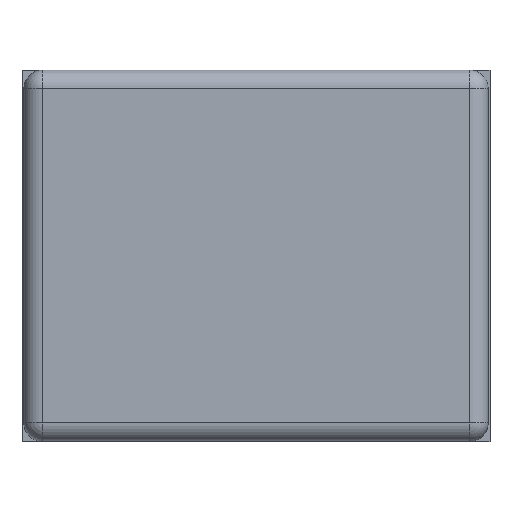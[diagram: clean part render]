
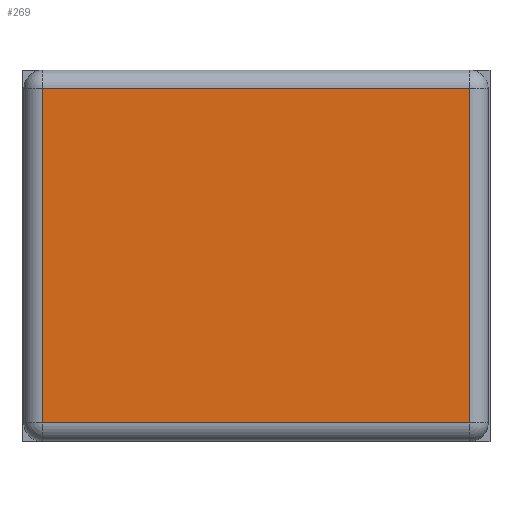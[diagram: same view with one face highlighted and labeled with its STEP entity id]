
A CAD part, top view. The second image highlights one B-rep face of the part: STEP entity #269.
In plain terms, the highlighted planar face has unit normal (0, 0, 1).
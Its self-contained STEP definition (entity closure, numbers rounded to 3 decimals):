
#95 = VERTEX_POINT('',#96);
#96 = CARTESIAN_POINT('',(-1.15,-0.9,1.2));
#103 = EDGE_CURVE('',#95,#104,#106,.T.);
#104 = VERTEX_POINT('',#105);
#105 = CARTESIAN_POINT('',(-1.15,0.9,1.2));
#106 = LINE('',#107,#108);
#107 = CARTESIAN_POINT('',(-1.15,-0.9,1.2));
#108 = VECTOR('',#109,1.);
#109 = DIRECTION('',(0.,1.,0.));
#269 = ADVANCED_FACE('',(#270),#295,.T.);
#270 = FACE_BOUND('',#271,.T.);
#271 = EDGE_LOOP('',(#272,#273,#281,#289));
#272 = ORIENTED_EDGE('',*,*,#103,.F.);
#273 = ORIENTED_EDGE('',*,*,#274,.F.);
#274 = EDGE_CURVE('',#275,#95,#277,.T.);
#275 = VERTEX_POINT('',#276);
#276 = CARTESIAN_POINT('',(1.15,-0.9,1.2));
#277 = LINE('',#278,#279);
#278 = CARTESIAN_POINT('',(1.15,-0.9,1.2));
#279 = VECTOR('',#280,1.);
#280 = DIRECTION('',(-1.,-0.,-0.));
#281 = ORIENTED_EDGE('',*,*,#282,.F.);
#282 = EDGE_CURVE('',#283,#275,#285,.T.);
#283 = VERTEX_POINT('',#284);
#284 = CARTESIAN_POINT('',(1.15,0.9,1.2));
#285 = LINE('',#286,#287);
#286 = CARTESIAN_POINT('',(1.15,0.9,1.2));
#287 = VECTOR('',#288,1.);
#288 = DIRECTION('',(-0.,-1.,-0.));
#289 = ORIENTED_EDGE('',*,*,#290,.F.);
#290 = EDGE_CURVE('',#104,#283,#291,.T.);
#291 = LINE('',#292,#293);
#292 = CARTESIAN_POINT('',(-1.15,0.9,1.2));
#293 = VECTOR('',#294,1.);
#294 = DIRECTION('',(1.,0.,0.));
#295 = PLANE('',#296);
#296 = AXIS2_PLACEMENT_3D('',#297,#298,#299);
#297 = CARTESIAN_POINT('',(-1.25,-1.,1.2));
#298 = DIRECTION('',(0.,0.,1.));
#299 = DIRECTION('',(1.,0.,0.));
